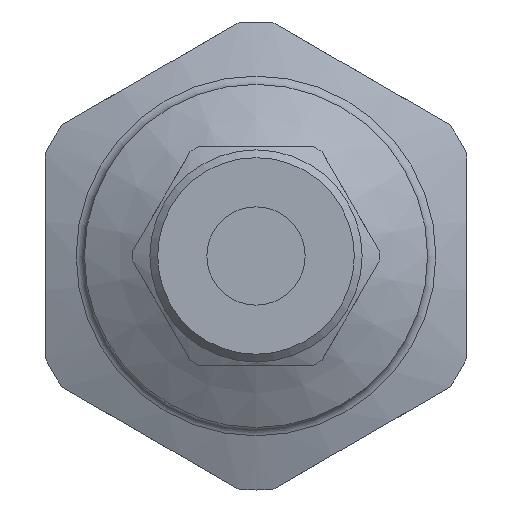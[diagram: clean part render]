
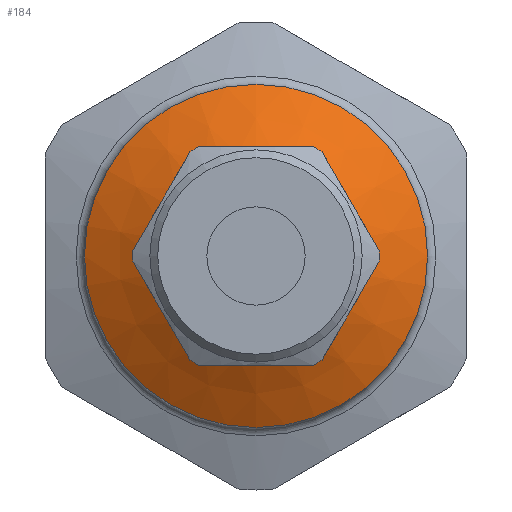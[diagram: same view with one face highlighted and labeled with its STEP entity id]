
A CAD part, front view. The second image highlights one B-rep face of the part: STEP entity #184.
In plain terms, the highlighted conical face has half-angle 60 degrees and reference radius 6.67 mm.
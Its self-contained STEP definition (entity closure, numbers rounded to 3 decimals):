
#184 = ADVANCED_FACE( '', ( #405, #406 ), #407, .T. );
#405 = FACE_OUTER_BOUND( '', #654, .T. );
#406 = FACE_BOUND( '', #655, .T. );
#407 = CONICAL_SURFACE( '', #656, 6.67, 1.047 );
#654 = EDGE_LOOP( '', ( #1115 ) );
#655 = EDGE_LOOP( '', ( #1116 ) );
#656 = AXIS2_PLACEMENT_3D( '', #1117, #1118, #1119 );
#1115 = ORIENTED_EDGE( '', *, *, #1434, .F. );
#1116 = ORIENTED_EDGE( '', *, *, #1457, .T. );
#1117 = CARTESIAN_POINT( '', ( 0., -57.8, 0. ) );
#1118 = DIRECTION( '', ( 0., 1., 0. ) );
#1119 = DIRECTION( '', ( 0., 0., -1. ) );
#1434 = EDGE_CURVE( '', #1720, #1720, #1721, .T. );
#1457 = EDGE_CURVE( '', #1751, #1751, #1752, .T. );
#1720 = VERTEX_POINT( '', #2301 );
#1721 = CIRCLE( '', #2302, 11. );
#1751 = VERTEX_POINT( '', #2346 );
#1752 = CIRCLE( '', #2347, 6.67 );
#2301 = CARTESIAN_POINT( '', ( 0., -55.3, -11. ) );
#2302 = AXIS2_PLACEMENT_3D( '', #2559, #2560, #2561 );
#2346 = CARTESIAN_POINT( '', ( 0., -57.8, -6.67 ) );
#2347 = AXIS2_PLACEMENT_3D( '', #2596, #2597, #2598 );
#2559 = CARTESIAN_POINT( '', ( 0., -55.3, 0. ) );
#2560 = DIRECTION( '', ( 0., 1., 0. ) );
#2561 = DIRECTION( '', ( 0., 0., -1. ) );
#2596 = CARTESIAN_POINT( '', ( 0., -57.8, 0. ) );
#2597 = DIRECTION( '', ( 0., 1., 0. ) );
#2598 = DIRECTION( '', ( 0., 0., -1. ) );
